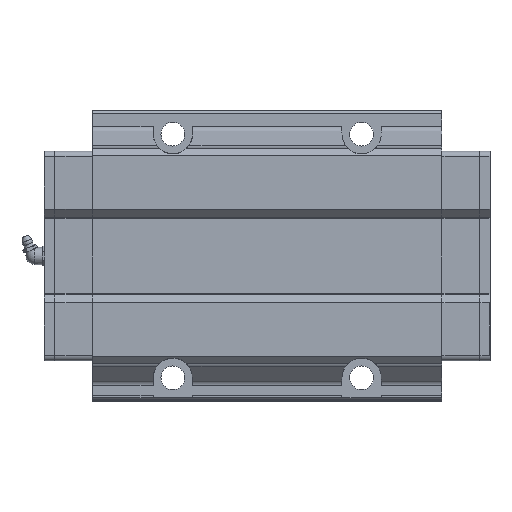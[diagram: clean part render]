
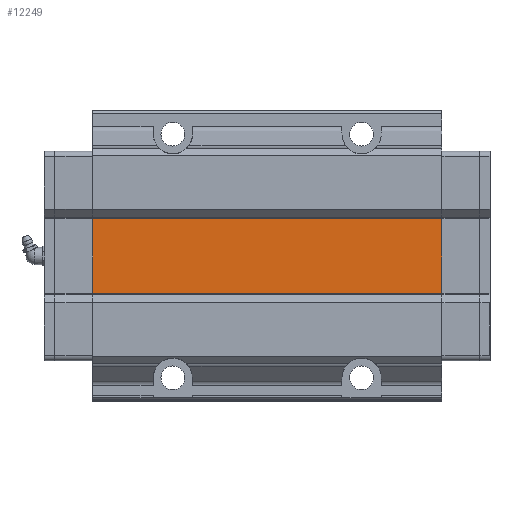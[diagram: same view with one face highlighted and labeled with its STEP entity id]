
A CAD part, front view. The second image highlights one B-rep face of the part: STEP entity #12249.
In plain terms, the highlighted face is planar.
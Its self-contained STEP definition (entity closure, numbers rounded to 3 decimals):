
#630=FACE_OUTER_BOUND('',#1323,.T.);
#1323=EDGE_LOOP('',(#9413,#9414,#9415,#9416));
#2707=LINE('',#18874,#4091);
#2749=LINE('',#18977,#4133);
#2750=LINE('',#18980,#4134);
#2751=LINE('',#18981,#4135);
#4091=VECTOR('',#15266,10.);
#4133=VECTOR('',#15354,247.6);
#4134=VECTOR('',#15357,10.);
#4135=VECTOR('',#15358,247.6);
#5376=VERTEX_POINT('',#18871);
#5377=VERTEX_POINT('',#18873);
#5415=VERTEX_POINT('',#18975);
#5416=VERTEX_POINT('',#18979);
#6810=EDGE_CURVE('',#5376,#5377,#2707,.T.);
#6863=EDGE_CURVE('',#5376,#5415,#2749,.T.);
#6864=EDGE_CURVE('',#5416,#5415,#2750,.T.);
#6865=EDGE_CURVE('',#5377,#5416,#2751,.T.);
#9413=ORIENTED_EDGE('',*,*,#6810,.F.);
#9414=ORIENTED_EDGE('',*,*,#6863,.T.);
#9415=ORIENTED_EDGE('',*,*,#6864,.F.);
#9416=ORIENTED_EDGE('',*,*,#6865,.F.);
#11698=PLANE('',#13188);
#12249=ADVANCED_FACE('',(#630),#11698,.F.);
#13188=AXIS2_PLACEMENT_3D('',#18978,#15355,#15356);
#15266=DIRECTION('',(0.,1.,0.));
#15354=DIRECTION('',(-1.,0.,0.));
#15355=DIRECTION('center_axis',(0.,0.,1.));
#15356=DIRECTION('ref_axis',(0.,1.,0.));
#15357=DIRECTION('',(0.,-1.,0.));
#15358=DIRECTION('',(-1.,0.,0.));
#18871=CARTESIAN_POINT('',(231.6,-23.,38.));
#18873=CARTESIAN_POINT('',(231.6,23.,38.));
#18874=CARTESIAN_POINT('',(231.6,-11.5,38.));
#18975=CARTESIAN_POINT('',(28.,-23.,38.));
#18977=CARTESIAN_POINT('',(259.5,-23.,38.));
#18978=CARTESIAN_POINT('Origin',(231.6,-23.,38.));
#18979=CARTESIAN_POINT('',(28.,23.,38.));
#18980=CARTESIAN_POINT('',(28.,-11.5,38.));
#18981=CARTESIAN_POINT('',(259.5,23.,38.));
